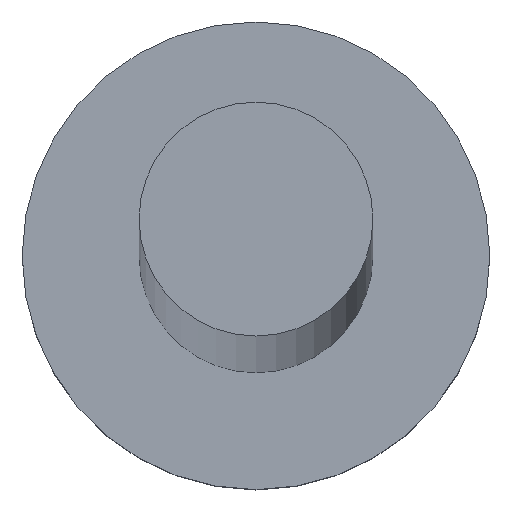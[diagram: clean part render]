
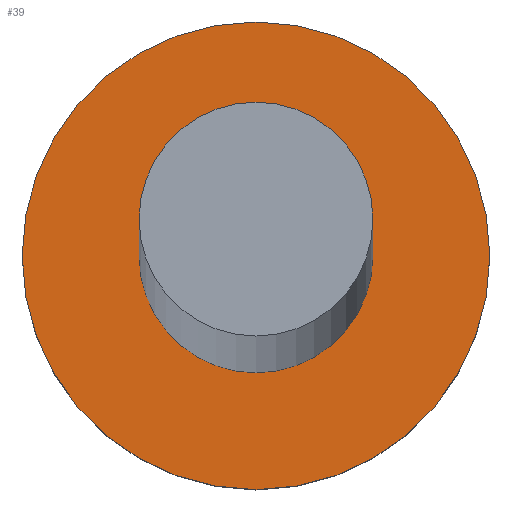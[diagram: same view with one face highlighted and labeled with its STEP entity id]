
A CAD part, top view. The second image highlights one B-rep face of the part: STEP entity #39.
In plain terms, the highlighted planar face has unit normal (0, 0, 1).
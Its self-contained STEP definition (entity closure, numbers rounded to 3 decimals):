
#6 = VERTEX_POINT ( 'NONE', #189 ) ;
#10 = CARTESIAN_POINT ( 'NONE',  ( 0., 0., 3. ) ) ;
#15 = AXIS2_PLACEMENT_3D ( 'NONE', #10, #211, #204 ) ;
#20 = EDGE_CURVE ( 'NONE', #92, #225, #94, .T. ) ;
#23 = ORIENTED_EDGE ( 'NONE', *, *, #190, .F. ) ;
#28 = DIRECTION ( 'NONE',  ( 0., 0., 1. ) ) ;
#29 = ORIENTED_EDGE ( 'NONE', *, *, #98, .F. ) ;
#39 = ADVANCED_FACE ( 'NONE', ( #148, #129 ), #167, .T. ) ;
#43 = EDGE_LOOP ( 'NONE', ( #23, #29 ) ) ;
#66 = CIRCLE ( 'NONE', #101, 3.5 ) ;
#73 = CARTESIAN_POINT ( 'NONE',  ( -3.5, 0., 3. ) ) ;
#83 = AXIS2_PLACEMENT_3D ( 'NONE', #254, #217, #97 ) ;
#85 = DIRECTION ( 'NONE',  ( 0., 0., 1. ) ) ;
#87 = VERTEX_POINT ( 'NONE', #192 ) ;
#92 = VERTEX_POINT ( 'NONE', #111 ) ;
#94 = CIRCLE ( 'NONE', #241, 3.5 ) ;
#97 = DIRECTION ( 'NONE',  ( 1., 0., 0. ) ) ;
#98 = EDGE_CURVE ( 'NONE', #87, #6, #123, .T. ) ;
#101 = AXIS2_PLACEMENT_3D ( 'NONE', #208, #28, #151 ) ;
#107 = DIRECTION ( 'NONE',  ( 0., 0., 1. ) ) ;
#110 = DIRECTION ( 'NONE',  ( 1., 0., 0. ) ) ;
#111 = CARTESIAN_POINT ( 'NONE',  ( 3.5, 0., 3. ) ) ;
#113 = DIRECTION ( 'NONE',  ( 1., 0., 0. ) ) ;
#123 = CIRCLE ( 'NONE', #15, 1.75 ) ;
#124 = AXIS2_PLACEMENT_3D ( 'NONE', #165, #107, #110 ) ;
#129 = FACE_OUTER_BOUND ( 'NONE', #245, .T. ) ;
#148 = FACE_BOUND ( 'NONE', #43, .T. ) ;
#151 = DIRECTION ( 'NONE',  ( 1., 0., 0. ) ) ;
#162 = EDGE_CURVE ( 'NONE', #225, #92, #66, .T. ) ;
#165 = CARTESIAN_POINT ( 'NONE',  ( 0., 0., 3. ) ) ;
#167 = PLANE ( 'NONE',  #124 ) ;
#189 = CARTESIAN_POINT ( 'NONE',  ( -1.75, 0., 3. ) ) ;
#190 = EDGE_CURVE ( 'NONE', #6, #87, #224, .T. ) ;
#192 = CARTESIAN_POINT ( 'NONE',  ( 1.75, 0., 3. ) ) ;
#204 = DIRECTION ( 'NONE',  ( 1., 0., 0. ) ) ;
#205 = ORIENTED_EDGE ( 'NONE', *, *, #162, .T. ) ;
#206 = CARTESIAN_POINT ( 'NONE',  ( 0., 0., 3. ) ) ;
#208 = CARTESIAN_POINT ( 'NONE',  ( 0., 0., 3. ) ) ;
#211 = DIRECTION ( 'NONE',  ( 0., 0., 1. ) ) ;
#212 = ORIENTED_EDGE ( 'NONE', *, *, #20, .T. ) ;
#217 = DIRECTION ( 'NONE',  ( 0., 0., 1. ) ) ;
#224 = CIRCLE ( 'NONE', #83, 1.75 ) ;
#225 = VERTEX_POINT ( 'NONE', #73 ) ;
#241 = AXIS2_PLACEMENT_3D ( 'NONE', #206, #85, #113 ) ;
#245 = EDGE_LOOP ( 'NONE', ( #205, #212 ) ) ;
#254 = CARTESIAN_POINT ( 'NONE',  ( 0., 0., 3. ) ) ;
